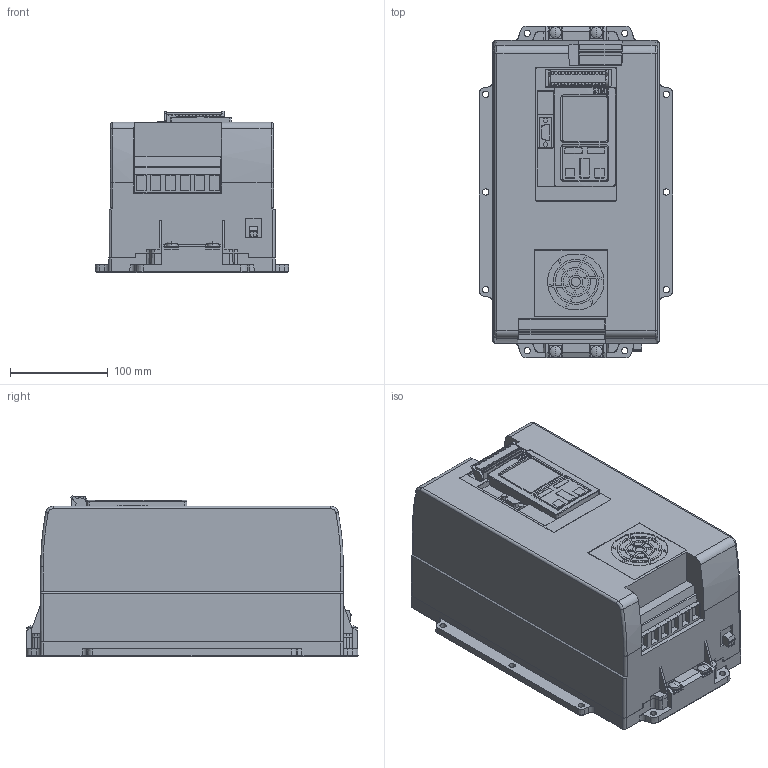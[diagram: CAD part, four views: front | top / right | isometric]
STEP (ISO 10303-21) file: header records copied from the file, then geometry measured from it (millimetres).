
FILE_DESCRIPTION (( 'STEP AP214' ), '1' );
FILE_NAME ('E0G6_KEB-COMBIVERT(00G6DAE-2S27).STEP', '2011-08-04T09:06:26', ( 'KEB' ), ( 'Karl E. Brinkmann GmbH' ), 'SwSTEP 2.0', 'SolidWorks 2007', '' );
FILE_SCHEMA (( 'AUTOMOTIVE_DESIGN' ));
Length unit declared in the file: millimetre
Products named in the file (1): E0G6_KEB-COMBIVERT(00G6DAE-2S27)
Bounding box: 198 x 340 x 165.16 mm (x, y, z)
Volume: 8029196.2 mm3; surface area: 471999.9 mm2
Topology: 15 solids, 17 shells, 945 faces, 2378 edges, 1545 vertices
Faces by surface type: plane 531, cylinder 278, cone 92, bspline 23, torus 21
Entity records: 39466 total; most frequent: CARTESIAN_POINT 6040, ORIENTED_EDGE 4740, DIRECTION 4734, EDGE_CURVE 2370, AXIS2_PLACEMENT_3D 1607, VERTEX_POINT 1545, VECTOR 1520, LINE 1520
